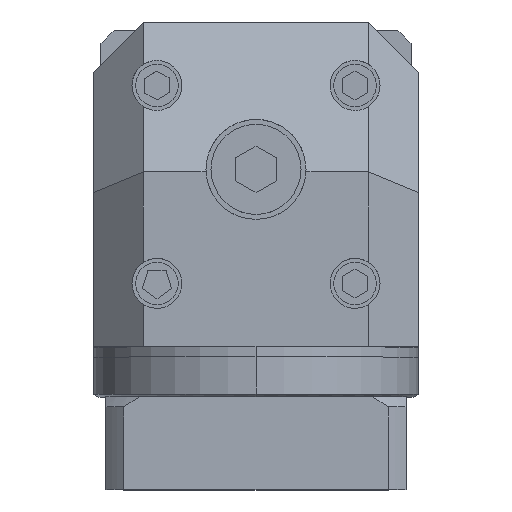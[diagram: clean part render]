
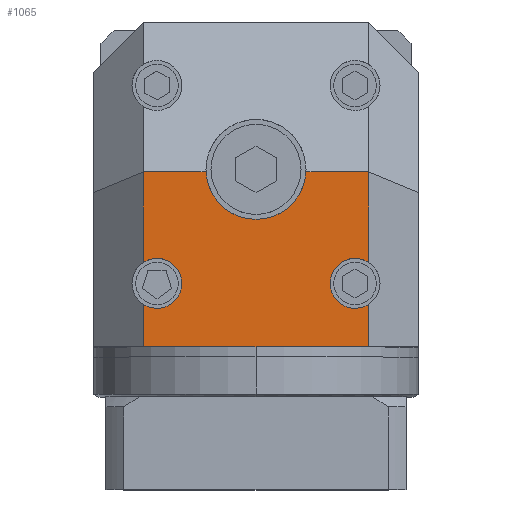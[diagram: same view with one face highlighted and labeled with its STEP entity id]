
A CAD part, top view. The second image highlights one B-rep face of the part: STEP entity #1065.
In plain terms, the highlighted planar face has unit normal (0, 0, 1).
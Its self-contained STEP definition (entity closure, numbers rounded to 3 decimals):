
#19 = CARTESIAN_POINT ( 'NONE',  ( 19.799, -19.799, 65. ) ) ;
#151 = EDGE_LOOP ( 'NONE', ( #10989, #2970, #6796, #3569, #7642, #4759, #2696, #9772, #8566, #9233, #754, #4834, #1095 ) ) ;
#155 = AXIS2_PLACEMENT_3D ( 'NONE', #8903, #3674, #9774 ) ;
#217 = EDGE_CURVE ( 'NONE', #486, #6985, #1597, .T. ) ;
#335 = FACE_OUTER_BOUND ( 'NONE', #151, .T. ) ;
#358 = VERTEX_POINT ( 'NONE', #3802 ) ;
#397 = VERTEX_POINT ( 'NONE', #10936 ) ;
#486 = VERTEX_POINT ( 'NONE', #3480 ) ;
#754 = ORIENTED_EDGE ( 'NONE', *, *, #5647, .F. ) ;
#864 = CARTESIAN_POINT ( 'NONE',  ( 22.5, -32.5, 65. ) ) ;
#914 = DIRECTION ( 'NONE',  ( 1., 0., 0. ) ) ;
#983 = AXIS2_PLACEMENT_3D ( 'NONE', #7408, #2157, #8284 ) ;
#1065 = ADVANCED_FACE ( 'NONE', ( #335 ), #2776, .F. ) ;
#1095 = ORIENTED_EDGE ( 'NONE', *, *, #217, .T. ) ;
#1173 = DIRECTION ( 'NONE',  ( 1., 0., 0. ) ) ;
#1332 = DIRECTION ( 'NONE',  ( 1., 0., 0. ) ) ;
#1344 = EDGE_CURVE ( 'NONE', #5451, #6247, #11329, .T. ) ;
#1379 = DIRECTION ( 'NONE',  ( 0., -1., 0. ) ) ;
#1402 = CARTESIAN_POINT ( 'NONE',  ( 14.799, -19.799, 65. ) ) ;
#1518 = CARTESIAN_POINT ( 'NONE',  ( 0., 3., 65. ) ) ;
#1597 = LINE ( 'NONE', #8424, #10639 ) ;
#2157 = DIRECTION ( 'NONE',  ( 0., 0., 1. ) ) ;
#2419 = DIRECTION ( 'NONE',  ( 1., 0., 0. ) ) ;
#2516 = CARTESIAN_POINT ( 'NONE',  ( 22.5, 2.5, 65. ) ) ;
#2567 = EDGE_CURVE ( 'NONE', #6985, #9674, #9965, .T. ) ;
#2696 = ORIENTED_EDGE ( 'NONE', *, *, #1344, .T. ) ;
#2712 = VERTEX_POINT ( 'NONE', #6229 ) ;
#2776 = PLANE ( 'NONE',  #3343 ) ;
#2970 = ORIENTED_EDGE ( 'NONE', *, *, #8381, .F. ) ;
#3007 = VECTOR ( 'NONE', #1332, 1000. ) ;
#3154 = CARTESIAN_POINT ( 'NONE',  ( -14.799, -19.799, 65. ) ) ;
#3343 = AXIS2_PLACEMENT_3D ( 'NONE', #6790, #6293, #4312 ) ;
#3480 = CARTESIAN_POINT ( 'NONE',  ( 22.5, -15.591, 65. ) ) ;
#3569 = ORIENTED_EDGE ( 'NONE', *, *, #10433, .T. ) ;
#3616 = AXIS2_PLACEMENT_3D ( 'NONE', #1518, #7658, #2419 ) ;
#3674 = DIRECTION ( 'NONE',  ( 0., 0., 1. ) ) ;
#3802 = CARTESIAN_POINT ( 'NONE',  ( -22.5, -15.591, 65. ) ) ;
#3950 = CARTESIAN_POINT ( 'NONE',  ( 0., 2.5, 65. ) ) ;
#3992 = VERTEX_POINT ( 'NONE', #9440 ) ;
#4061 = EDGE_CURVE ( 'NONE', #3992, #4933, #11066, .T. ) ;
#4107 = VECTOR ( 'NONE', #1173, 1000. ) ;
#4119 = CARTESIAN_POINT ( 'NONE',  ( 0., 2.5, 65. ) ) ;
#4139 = CARTESIAN_POINT ( 'NONE',  ( -22.5, -24.007, 65. ) ) ;
#4202 = EDGE_CURVE ( 'NONE', #6247, #3992, #7647, .T. ) ;
#4271 = CIRCLE ( 'NONE', #3616, 10. ) ;
#4273 = CARTESIAN_POINT ( 'NONE',  ( 22.5, 0., 65. ) ) ;
#4295 = CARTESIAN_POINT ( 'NONE',  ( -22.5, 0., 65. ) ) ;
#4312 = DIRECTION ( 'NONE',  ( -1., 0., 0. ) ) ;
#4577 = DIRECTION ( 'NONE',  ( 0., 0., 1. ) ) ;
#4696 = CARTESIAN_POINT ( 'NONE',  ( -32.5, -32.5, 65. ) ) ;
#4759 = ORIENTED_EDGE ( 'NONE', *, *, #10970, .F. ) ;
#4834 = ORIENTED_EDGE ( 'NONE', *, *, #5049, .F. ) ;
#4837 = DIRECTION ( 'NONE',  ( -1., 0., 0. ) ) ;
#4889 = CARTESIAN_POINT ( 'NONE',  ( -22.5, 0., 65. ) ) ;
#4933 = VERTEX_POINT ( 'NONE', #864 ) ;
#5049 = EDGE_CURVE ( 'NONE', #486, #5283, #7376, .T. ) ;
#5283 = VERTEX_POINT ( 'NONE', #1402 ) ;
#5451 = VERTEX_POINT ( 'NONE', #4139 ) ;
#5491 = CARTESIAN_POINT ( 'NONE',  ( 9.987, 2.5, 65. ) ) ;
#5515 = CIRCLE ( 'NONE', #155, 5. ) ;
#5647 = EDGE_CURVE ( 'NONE', #5283, #397, #7216, .T. ) ;
#6031 = DIRECTION ( 'NONE',  ( 0., 1., 0. ) ) ;
#6206 = DIRECTION ( 'NONE',  ( 0., 0., 1. ) ) ;
#6223 = EDGE_CURVE ( 'NONE', #4933, #397, #7067, .T. ) ;
#6229 = CARTESIAN_POINT ( 'NONE',  ( -9.987, 2.5, 65. ) ) ;
#6247 = VERTEX_POINT ( 'NONE', #9529 ) ;
#6293 = DIRECTION ( 'NONE',  ( 0., 0., -1. ) ) ;
#6604 = VECTOR ( 'NONE', #4837, 1000. ) ;
#6615 = VECTOR ( 'NONE', #1379, 1000. ) ;
#6729 = EDGE_CURVE ( 'NONE', #10625, #358, #9331, .T. ) ;
#6790 = CARTESIAN_POINT ( 'NONE',  ( 0., 0., 65. ) ) ;
#6796 = ORIENTED_EDGE ( 'NONE', *, *, #7340, .T. ) ;
#6849 = VERTEX_POINT ( 'NONE', #7556 ) ;
#6985 = VERTEX_POINT ( 'NONE', #2516 ) ;
#7067 = LINE ( 'NONE', #4273, #9110 ) ;
#7216 = CIRCLE ( 'NONE', #8873, 5. ) ;
#7340 = EDGE_CURVE ( 'NONE', #2712, #6849, #8911, .T. ) ;
#7368 = VECTOR ( 'NONE', #8138, 1000. ) ;
#7376 = CIRCLE ( 'NONE', #10123, 5. ) ;
#7408 = CARTESIAN_POINT ( 'NONE',  ( -19.799, -19.799, 65. ) ) ;
#7513 = CARTESIAN_POINT ( 'NONE',  ( -32.5, -32.5, 65. ) ) ;
#7556 = CARTESIAN_POINT ( 'NONE',  ( -22.5, 2.5, 65. ) ) ;
#7642 = ORIENTED_EDGE ( 'NONE', *, *, #6729, .F. ) ;
#7647 = LINE ( 'NONE', #7513, #3007 ) ;
#7658 = DIRECTION ( 'NONE',  ( 0., 0., 1. ) ) ;
#8138 = DIRECTION ( 'NONE',  ( -1., 0., 0. ) ) ;
#8284 = DIRECTION ( 'NONE',  ( -1., 0., 0. ) ) ;
#8381 = EDGE_CURVE ( 'NONE', #2712, #9674, #4271, .T. ) ;
#8424 = CARTESIAN_POINT ( 'NONE',  ( 22.5, 0., 65. ) ) ;
#8566 = ORIENTED_EDGE ( 'NONE', *, *, #4061, .T. ) ;
#8873 = AXIS2_PLACEMENT_3D ( 'NONE', #19, #6206, #914 ) ;
#8903 = CARTESIAN_POINT ( 'NONE',  ( -19.799, -19.799, 65. ) ) ;
#8911 = LINE ( 'NONE', #3950, #6604 ) ;
#8999 = VECTOR ( 'NONE', #9809, 1000. ) ;
#9110 = VECTOR ( 'NONE', #6031, 1000. ) ;
#9233 = ORIENTED_EDGE ( 'NONE', *, *, #6223, .T. ) ;
#9331 = CIRCLE ( 'NONE', #983, 5. ) ;
#9440 = CARTESIAN_POINT ( 'NONE',  ( 0., -32.5, 65. ) ) ;
#9479 = LINE ( 'NONE', #4889, #6615 ) ;
#9529 = CARTESIAN_POINT ( 'NONE',  ( -22.5, -32.5, 65. ) ) ;
#9674 = VERTEX_POINT ( 'NONE', #5491 ) ;
#9772 = ORIENTED_EDGE ( 'NONE', *, *, #4202, .T. ) ;
#9774 = DIRECTION ( 'NONE',  ( -1., 0., 0. ) ) ;
#9794 = CARTESIAN_POINT ( 'NONE',  ( 19.799, -19.799, 65. ) ) ;
#9809 = DIRECTION ( 'NONE',  ( 0., -1., 0. ) ) ;
#9965 = LINE ( 'NONE', #4119, #7368 ) ;
#10123 = AXIS2_PLACEMENT_3D ( 'NONE', #9794, #4577, #10684 ) ;
#10433 = EDGE_CURVE ( 'NONE', #6849, #358, #9479, .T. ) ;
#10625 = VERTEX_POINT ( 'NONE', #3154 ) ;
#10639 = VECTOR ( 'NONE', #11295, 1000. ) ;
#10684 = DIRECTION ( 'NONE',  ( 1., 0., 0. ) ) ;
#10936 = CARTESIAN_POINT ( 'NONE',  ( 22.5, -24.007, 65. ) ) ;
#10970 = EDGE_CURVE ( 'NONE', #5451, #10625, #5515, .T. ) ;
#10989 = ORIENTED_EDGE ( 'NONE', *, *, #2567, .T. ) ;
#11066 = LINE ( 'NONE', #4696, #4107 ) ;
#11295 = DIRECTION ( 'NONE',  ( 0., 1., 0. ) ) ;
#11329 = LINE ( 'NONE', #4295, #8999 ) ;
